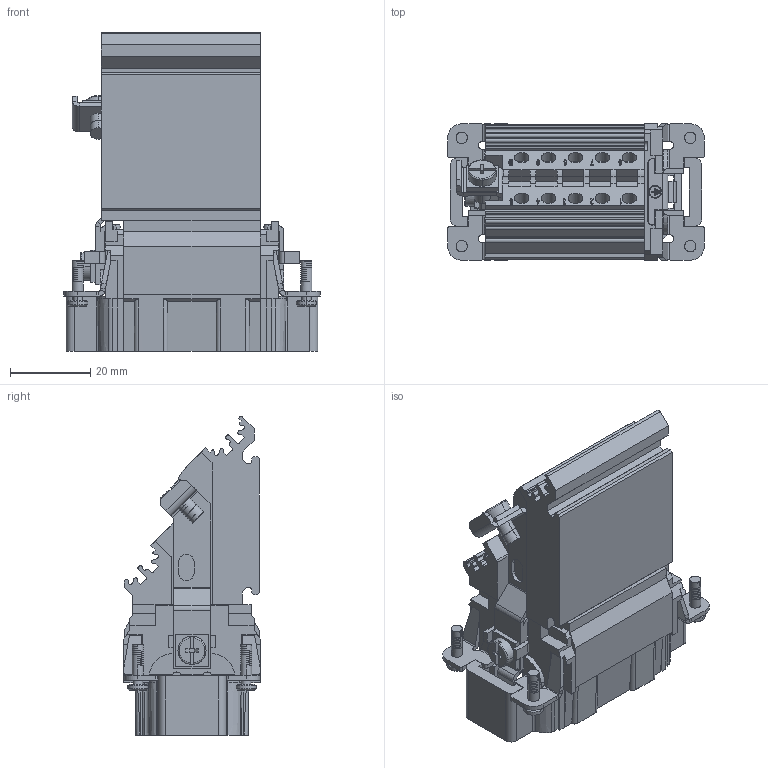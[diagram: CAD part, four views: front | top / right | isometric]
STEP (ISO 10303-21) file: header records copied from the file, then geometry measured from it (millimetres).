
FILE_DESCRIPTION((''),'2;1');
FILE_NAME('MANIFOLD_SOLID_BREP_140','2017-09-12T',('tl.yang'),(''),'PRO/ENGINEER BY PARAMETRIC TECHNOLOGY CORPORATION, 2011500','PRO/ENGINEER BY PARAMETRIC TECHNOLOGY CORPORATION, 2011500','');
FILE_SCHEMA(('CONFIG_CONTROL_DESIGN'));
Products named in the file (1): MANIFOLD_SOLID_BREP_140
Bounding box: 64 x 34 x 79.52 mm (x, y, z)
Volume: 66238.1 mm3; surface area: 25740 mm2
Topology: 1 solids, 2 shells, 2040 faces, 6076 edges, 4074 vertices
Faces by surface type: plane 1522, cylinder 321, cone 84, bspline 68, sphere 36, torus 9
Entity records: 71309 total; most frequent: CARTESIAN_POINT 16838, ORIENTED_EDGE 12092, DIRECTION 10280, EDGE_CURVE 6046, VECTOR 4810, LINE 4810, VERTEX_POINT 4074, AXIS2_PLACEMENT_3D 2735
